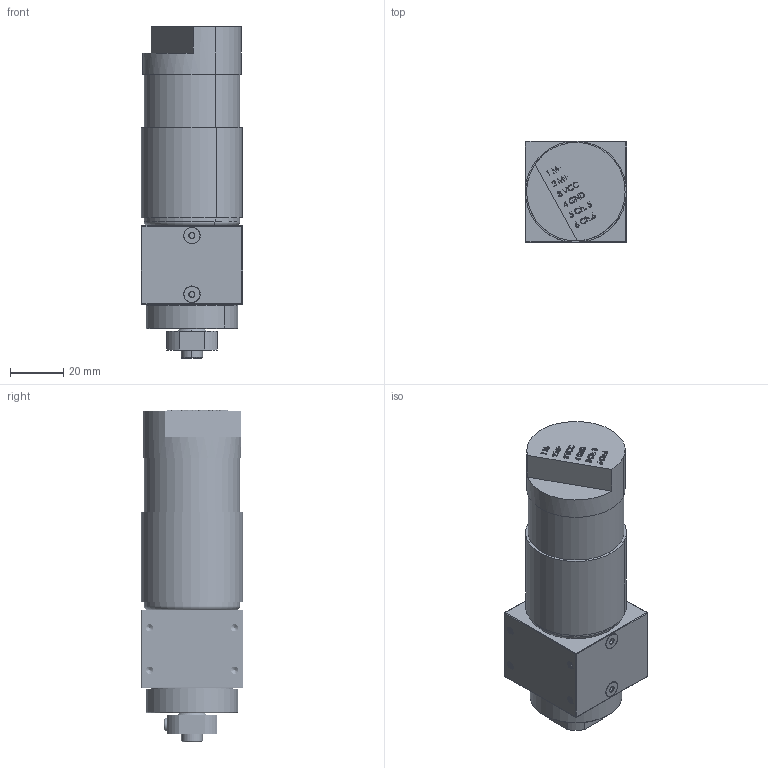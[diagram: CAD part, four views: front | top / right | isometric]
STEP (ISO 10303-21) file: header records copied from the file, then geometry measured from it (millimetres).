
FILE_DESCRIPTION (( 'STEP AP214' ), '1' );
FILE_NAME ('am-3638 NeveRest Sport, 4-1.STEP', '2017-08-03T15:44:41', ( '' ), ( '' ), 'SwSTEP 2.0', 'SolidWorks 2017', '' );
FILE_SCHEMA (( 'AUTOMOTIVE_DESIGN' ));
Length unit declared in the file: inch
Products named in the file (17): dv-XXXX - 1 Stage 550 Sport Ring Gear Housing; am-3638 NeveRest Sport, 4-1; M3x0.5x6mm SHCS_91290A111; neveRest+15T+pinion; 15T+pinion+3.2mm+bore+motor; am-3104 NeveRest Motor; 10-32 x 0.25 Set Screw Cup Point; 91294A126_BLACK ALLOY STEEL FLAT-HEAD SOCKET CAP SCREW_91294A126; dv-XXXX Carrier Stage 4-1 planet, 0.3125 hex output; am-2892+15T+pinion+3.2mm+bore; dv-XXXX - Carrier Plate 4-1 planet, 0.3125 hex output; dv-XXXX Output Plug - 550 Sport; Nub Shaft; BALL BEARING_5972K154; dv-XXXX Output Plug with orbital bolt circle; Thrust Washer; dv-XXXX Motor Mount Plug
Assembly tree (26 placements, depth 3):
  am-3638 NeveRest Sport, 4-1
    dv-XXXX - 1 Stage 550 Sport Ring Gear Housing
    dv-XXXX Motor Mount Plug
    Thrust Washer
    dv-XXXX Output Plug - 550 Sport
      dv-XXXX Output Plug with orbital bolt circle
      BALL BEARING_5972K154  x2
      Nub Shaft
    dv-XXXX Carrier Stage 4-1 planet, 0.3125 hex output
      dv-XXXX - Carrier Plate 4-1 planet, 0.3125 hex output
      am-2892+15T+pinion+3.2mm+bore  x4
    91294A126_BLACK ALLOY STEEL FLAT-HEAD SOCKET CAP SCREW_91294A126  x6
    10-32 x 0.25 Set Screw Cup Point
    neveRest+15T+pinion
      am-3104 NeveRest Motor
      15T+pinion+3.2mm+bore+motor
    M3x0.5x6mm SHCS_91290A111  x2
Bounding box: 38.15 x 38.2 x 124.86 mm (x, y, z)
Volume: 125214.4 mm3; surface area: 42291.1 mm2
Topology: 53 solids, 53 shells, 2134 faces, 5729 edges, 3681 vertices
Faces by surface type: cylinder 1230, plane 375, cone 225, bspline 192, sphere 57, torus 55
Entity records: 82332 total; most frequent: CARTESIAN_POINT 42526, ORIENTED_EDGE 7714, DIRECTION 6683, EDGE_CURVE 3857, AXIS2_PLACEMENT_3D 2528, VERTEX_POINT 2504, VECTOR 1627, LINE 1627
